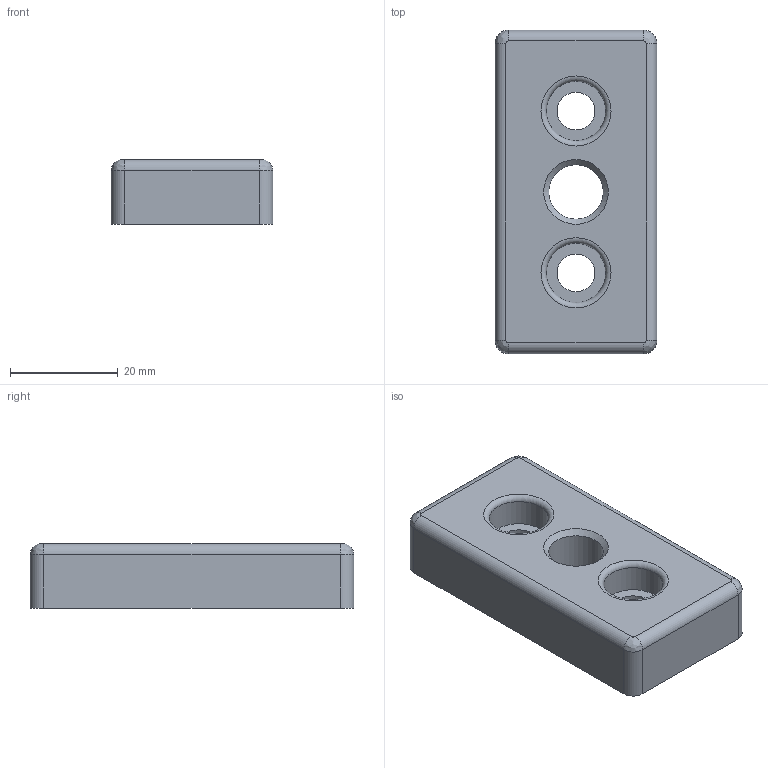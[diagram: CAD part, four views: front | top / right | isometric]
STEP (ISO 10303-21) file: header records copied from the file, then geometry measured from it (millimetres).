
FILE_DESCRIPTION(/* description */ ('Fußplatte 30x60, M12, schwarz'),/* implementation_level */ '2;1');
FILE_NAME(/* name */ '203500401 Fußplatte 30x60 M12 schwarz.stp',/* time_stamp */ '2022-10-25T12:35:32+02:00',/* author */ ('wheldmann'),/* organization */ (''),/* preprocessor_version */ 'ST-DEVELOPER v17.2',/* originating_system */ 'Autodesk Inventor 2019',/* authorisation */ ' ');
FILE_SCHEMA (('AUTOMOTIVE_DESIGN { 1 0 10303 214 3 1 1 }'));
Length unit declared in the file: millimetre
Products named in the file (1): 203500401
Bounding box: 30 x 60 x 12 mm (x, y, z)
Volume: 18791.9 mm3; surface area: 6245.1 mm2
Topology: 1 solids, 1 shells, 28 faces, 73 edges, 49 vertices
Faces by surface type: cylinder 13, plane 8, bspline 4, torus 2, cone 1
Full cylindrical faces by diameter (mm): 7 x2, 10.106 x1, 11 x2
Entity records: 961 total; most frequent: CARTESIAN_POINT 183, DIRECTION 170, ORIENTED_EDGE 146, EDGE_CURVE 73, AXIS2_PLACEMENT_3D 72, VERTEX_POINT 49, CIRCLE 47, EDGE_LOOP 36
